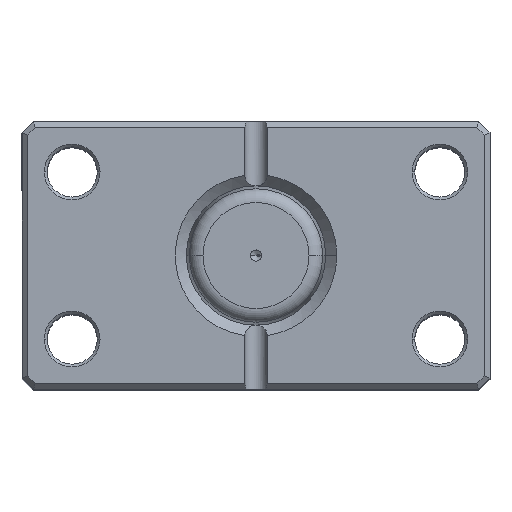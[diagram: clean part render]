
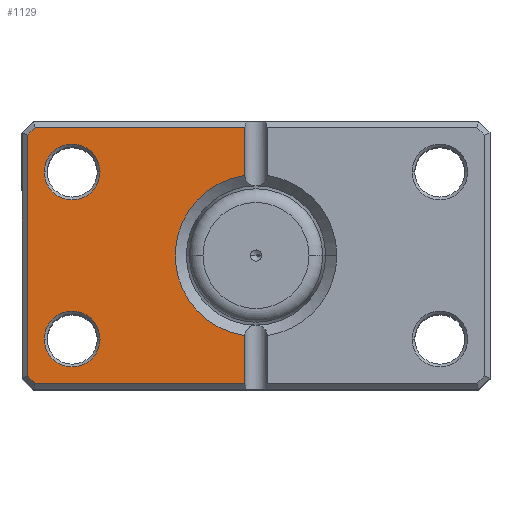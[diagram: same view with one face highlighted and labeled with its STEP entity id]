
A CAD part, top view. The second image highlights one B-rep face of the part: STEP entity #1129.
In plain terms, the highlighted face is planar.
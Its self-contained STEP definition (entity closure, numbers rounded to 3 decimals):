
#12 = LINE ( 'NONE', #5734, #1355 ) ;
#161 = DIRECTION ( 'NONE',  ( 1., 0., 0. ) ) ;
#162 = CARTESIAN_POINT ( 'NONE',  ( 2., 24., 0. ) ) ;
#163 = EDGE_CURVE ( 'NONE', #5654, #1423, #5738, .T. ) ;
#271 = DIRECTION ( 'NONE',  ( -1., 0., 0. ) ) ;
#288 = CIRCLE ( 'NONE', #1861, 14.5 ) ;
#417 = EDGE_CURVE ( 'NONE', #5980, #4194, #464, .T. ) ;
#464 = CIRCLE ( 'NONE', #2012, 5. ) ;
#568 = VERTEX_POINT ( 'NONE', #1547 ) ;
#709 = CARTESIAN_POINT ( 'NONE',  ( 38., -15., 0. ) ) ;
#718 = DIRECTION ( 'NONE',  ( 1., 0., 0. ) ) ;
#736 = VERTEX_POINT ( 'NONE', #930 ) ;
#827 = FACE_BOUND ( 'NONE', #4478, .T. ) ;
#882 = LINE ( 'NONE', #162, #5625 ) ;
#930 = CARTESIAN_POINT ( 'NONE',  ( 39.586, 23., 0. ) ) ;
#988 = FACE_OUTER_BOUND ( 'NONE', #2811, .T. ) ;
#1040 = ORIENTED_EDGE ( 'NONE', *, *, #5750, .T. ) ;
#1086 = EDGE_CURVE ( 'NONE', #1423, #2883, #4927, .T. ) ;
#1129 = ADVANCED_FACE ( 'NONE', ( #827, #2092, #988 ), #2652, .F. ) ;
#1263 = VERTEX_POINT ( 'NONE', #2832 ) ;
#1347 = ORIENTED_EDGE ( 'NONE', *, *, #2105, .T. ) ;
#1355 = VECTOR ( 'NONE', #2108, 1000. ) ;
#1422 = DIRECTION ( 'NONE',  ( 0., 0., 1. ) ) ;
#1423 = VERTEX_POINT ( 'NONE', #5091 ) ;
#1436 = CIRCLE ( 'NONE', #2021, 5. ) ;
#1547 = CARTESIAN_POINT ( 'NONE',  ( 28., 15., 0. ) ) ;
#1551 = CARTESIAN_POINT ( 'NONE',  ( 33., -15., 0. ) ) ;
#1589 = DIRECTION ( 'NONE',  ( 0., 0., 1. ) ) ;
#1599 = DIRECTION ( 'NONE',  ( 1., 0., 0. ) ) ;
#1798 = DIRECTION ( 'NONE',  ( 0., -1., 0. ) ) ;
#1861 = AXIS2_PLACEMENT_3D ( 'NONE', #4766, #2046, #5219 ) ;
#1918 = CARTESIAN_POINT ( 'NONE',  ( 38., 15., 0. ) ) ;
#1980 = AXIS2_PLACEMENT_3D ( 'NONE', #2822, #6043, #3295 ) ;
#2012 = AXIS2_PLACEMENT_3D ( 'NONE', #1551, #1589, #1599 ) ;
#2021 = AXIS2_PLACEMENT_3D ( 'NONE', #4133, #1422, #4590 ) ;
#2035 = VERTEX_POINT ( 'NONE', #4665 ) ;
#2046 = DIRECTION ( 'NONE',  ( 0., 0., 1. ) ) ;
#2065 = CARTESIAN_POINT ( 'NONE',  ( 2., 23., 0. ) ) ;
#2092 = FACE_BOUND ( 'NONE', #2624, .T. ) ;
#2105 = EDGE_CURVE ( 'NONE', #568, #3341, #2642, .T. ) ;
#2108 = DIRECTION ( 'NONE',  ( 0., 1., 0. ) ) ;
#2131 = ORIENTED_EDGE ( 'NONE', *, *, #1086, .T. ) ;
#2137 = DIRECTION ( 'NONE',  ( 0., 1., 0. ) ) ;
#2248 = DIRECTION ( 'NONE',  ( 0., 0., 1. ) ) ;
#2284 = ORIENTED_EDGE ( 'NONE', *, *, #4661, .T. ) ;
#2502 = CARTESIAN_POINT ( 'NONE',  ( 0., 0., 0. ) ) ;
#2551 = ORIENTED_EDGE ( 'NONE', *, *, #3276, .T. ) ;
#2552 = VECTOR ( 'NONE', #718, 1000. ) ;
#2624 = EDGE_LOOP ( 'NONE', ( #1347, #4831 ) ) ;
#2642 = CIRCLE ( 'NONE', #1980, 5. ) ;
#2652 = PLANE ( 'NONE',  #4366 ) ;
#2671 = DIRECTION ( 'NONE',  ( 1., 0., 0. ) ) ;
#2811 = EDGE_LOOP ( 'NONE', ( #3624, #5902, #4702, #2284, #1040, #5747, #4535, #2131 ) ) ;
#2822 = CARTESIAN_POINT ( 'NONE',  ( 33., 15., 0. ) ) ;
#2832 = CARTESIAN_POINT ( 'NONE',  ( 2., -14.361, 0. ) ) ;
#2843 = CARTESIAN_POINT ( 'NONE',  ( 41., -21.586, 0. ) ) ;
#2883 = VERTEX_POINT ( 'NONE', #5526 ) ;
#3018 = DIRECTION ( 'NONE',  ( 0., 0., 1. ) ) ;
#3185 = VECTOR ( 'NONE', #4510, 1000. ) ;
#3276 = EDGE_CURVE ( 'NONE', #4194, #5980, #1436, .T. ) ;
#3295 = DIRECTION ( 'NONE',  ( 1., 0., 0. ) ) ;
#3341 = VERTEX_POINT ( 'NONE', #1918 ) ;
#3357 = LINE ( 'NONE', #5880, #5324 ) ;
#3484 = CARTESIAN_POINT ( 'NONE',  ( 2., 14.361, 0. ) ) ;
#3609 = CARTESIAN_POINT ( 'NONE',  ( 28., -15., 0. ) ) ;
#3624 = ORIENTED_EDGE ( 'NONE', *, *, #3723, .T. ) ;
#3683 = AXIS2_PLACEMENT_3D ( 'NONE', #5741, #3018, #161 ) ;
#3723 = EDGE_CURVE ( 'NONE', #2883, #1263, #12, .T. ) ;
#3731 = VECTOR ( 'NONE', #271, 1000. ) ;
#3777 = ORIENTED_EDGE ( 'NONE', *, *, #417, .T. ) ;
#3979 = CARTESIAN_POINT ( 'NONE',  ( 0., 23., 0. ) ) ;
#4034 = VERTEX_POINT ( 'NONE', #2065 ) ;
#4133 = CARTESIAN_POINT ( 'NONE',  ( 33., -15., 0. ) ) ;
#4155 = EDGE_CURVE ( 'NONE', #4156, #4034, #882, .T. ) ;
#4156 = VERTEX_POINT ( 'NONE', #3484 ) ;
#4194 = VERTEX_POINT ( 'NONE', #709 ) ;
#4287 = CARTESIAN_POINT ( 'NONE',  ( 31.293, 31.293, 0. ) ) ;
#4366 = AXIS2_PLACEMENT_3D ( 'NONE', #2502, #2248, #2671 ) ;
#4373 = VECTOR ( 'NONE', #4753, 1000. ) ;
#4411 = CARTESIAN_POINT ( 'NONE',  ( 31.293, -31.293, 0. ) ) ;
#4478 = EDGE_LOOP ( 'NONE', ( #3777, #2551 ) ) ;
#4510 = DIRECTION ( 'NONE',  ( -0.707, -0.707, 0. ) ) ;
#4531 = CIRCLE ( 'NONE', #3683, 5. ) ;
#4535 = ORIENTED_EDGE ( 'NONE', *, *, #163, .T. ) ;
#4590 = DIRECTION ( 'NONE',  ( 1., 0., 0. ) ) ;
#4661 = EDGE_CURVE ( 'NONE', #4034, #736, #4971, .T. ) ;
#4665 = CARTESIAN_POINT ( 'NONE',  ( 41., 21.586, 0. ) ) ;
#4702 = ORIENTED_EDGE ( 'NONE', *, *, #4155, .T. ) ;
#4753 = DIRECTION ( 'NONE',  ( 0.707, -0.707, 0. ) ) ;
#4766 = CARTESIAN_POINT ( 'NONE',  ( 0., 0., 0. ) ) ;
#4801 = EDGE_CURVE ( 'NONE', #2035, #5654, #3357, .T. ) ;
#4831 = ORIENTED_EDGE ( 'NONE', *, *, #5277, .T. ) ;
#4927 = LINE ( 'NONE', #5294, #3731 ) ;
#4971 = LINE ( 'NONE', #3979, #2552 ) ;
#5091 = CARTESIAN_POINT ( 'NONE',  ( 39.586, -23., 0. ) ) ;
#5143 = EDGE_CURVE ( 'NONE', #1263, #4156, #288, .T. ) ;
#5219 = DIRECTION ( 'NONE',  ( 1., 0., 0. ) ) ;
#5277 = EDGE_CURVE ( 'NONE', #3341, #568, #4531, .T. ) ;
#5294 = CARTESIAN_POINT ( 'NONE',  ( 0., -23., 0. ) ) ;
#5324 = VECTOR ( 'NONE', #1798, 1000. ) ;
#5526 = CARTESIAN_POINT ( 'NONE',  ( 2., -23., 0. ) ) ;
#5608 = LINE ( 'NONE', #4287, #4373 ) ;
#5625 = VECTOR ( 'NONE', #2137, 1000. ) ;
#5654 = VERTEX_POINT ( 'NONE', #2843 ) ;
#5734 = CARTESIAN_POINT ( 'NONE',  ( 2., 24., 0. ) ) ;
#5738 = LINE ( 'NONE', #4411, #3185 ) ;
#5741 = CARTESIAN_POINT ( 'NONE',  ( 33., 15., 0. ) ) ;
#5747 = ORIENTED_EDGE ( 'NONE', *, *, #4801, .T. ) ;
#5750 = EDGE_CURVE ( 'NONE', #736, #2035, #5608, .T. ) ;
#5880 = CARTESIAN_POINT ( 'NONE',  ( 41., 0., 0. ) ) ;
#5902 = ORIENTED_EDGE ( 'NONE', *, *, #5143, .T. ) ;
#5980 = VERTEX_POINT ( 'NONE', #3609 ) ;
#6043 = DIRECTION ( 'NONE',  ( 0., 0., 1. ) ) ;
